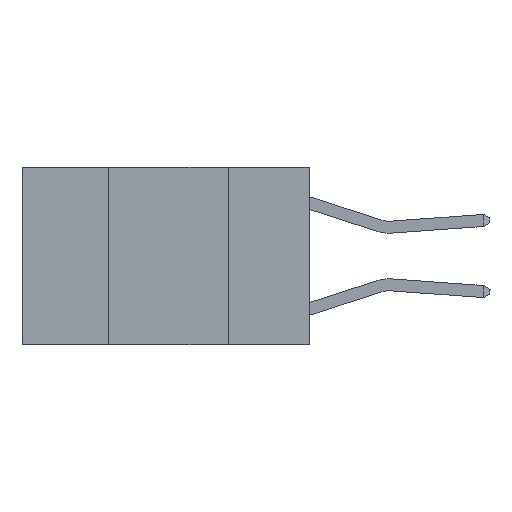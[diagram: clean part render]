
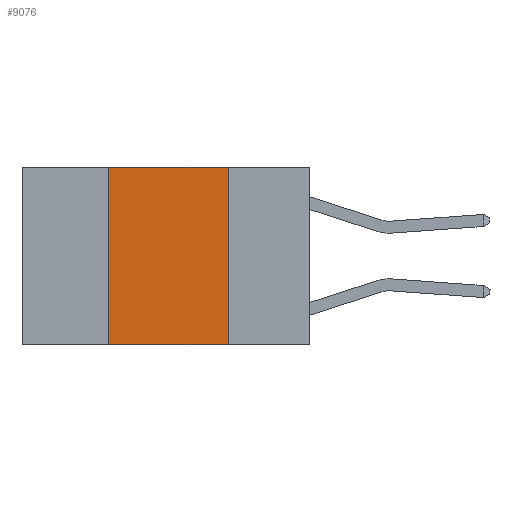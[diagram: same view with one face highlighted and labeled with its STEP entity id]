
A CAD part, left-side view. The second image highlights one B-rep face of the part: STEP entity #9076.
In plain terms, the highlighted planar face has unit normal (-1, 0, 0).
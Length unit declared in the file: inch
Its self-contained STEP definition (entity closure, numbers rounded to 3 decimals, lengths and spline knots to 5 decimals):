
#1437 = LINE ( 'NONE', #23669, #8464 ) ;
#2980 = CARTESIAN_POINT ( 'NONE',  ( 0., 0.6, -0.37 ) ) ;
#3220 = CARTESIAN_POINT ( 'NONE',  ( 0., 0.42, -0.37 ) ) ;
#5648 = CARTESIAN_POINT ( 'NONE',  ( 0., 0.6, 0. ) ) ;
#6997 = VERTEX_POINT ( 'NONE', #19017 ) ;
#8026 = DIRECTION ( 'NONE',  ( 0., 0., -1. ) ) ;
#8464 = VECTOR ( 'NONE', #25947, 39.37008 ) ;
#9076 = ADVANCED_FACE ( 'NONE', ( #18573 ), #17196, .F. ) ;
#10431 = EDGE_LOOP ( 'NONE', ( #16484, #11135, #15479, #11956 ) ) ;
#10876 = DIRECTION ( 'NONE',  ( 0., 0., 1. ) ) ;
#11135 = ORIENTED_EDGE ( 'NONE', *, *, #25771, .F. ) ;
#11956 = ORIENTED_EDGE ( 'NONE', *, *, #21385, .T. ) ;
#13695 = EDGE_CURVE ( 'NONE', #24796, #6997, #28816, .T. ) ;
#13998 = DIRECTION ( 'NONE',  ( 0., -1., 0. ) ) ;
#14127 = VERTEX_POINT ( 'NONE', #28888 ) ;
#15479 = ORIENTED_EDGE ( 'NONE', *, *, #13695, .F. ) ;
#16484 = ORIENTED_EDGE ( 'NONE', *, *, #27436, .F. ) ;
#16792 = VECTOR ( 'NONE', #10876, 39.37008 ) ;
#17043 = DIRECTION ( 'NONE',  ( 0., -1., 0. ) ) ;
#17196 = PLANE ( 'NONE',  #23906 ) ;
#18573 = FACE_OUTER_BOUND ( 'NONE', #10431, .T. ) ;
#19017 = CARTESIAN_POINT ( 'NONE',  ( 0., 0.42, 0. ) ) ;
#20853 = CARTESIAN_POINT ( 'NONE',  ( 0., 0.6, 0. ) ) ;
#21304 = VERTEX_POINT ( 'NONE', #25907 ) ;
#21385 = EDGE_CURVE ( 'NONE', #24796, #21304, #28075, .T. ) ;
#21801 = DIRECTION ( 'NONE',  ( 1., 0., 0. ) ) ;
#22308 = CARTESIAN_POINT ( 'NONE',  ( 0., 0.42, 0. ) ) ;
#23276 = LINE ( 'NONE', #20853, #27834 ) ;
#23669 = CARTESIAN_POINT ( 'NONE',  ( 0., 0.17, 0. ) ) ;
#23906 = AXIS2_PLACEMENT_3D ( 'NONE', #5648, #21801, #8026 ) ;
#24796 = VERTEX_POINT ( 'NONE', #3220 ) ;
#25771 = EDGE_CURVE ( 'NONE', #6997, #14127, #23276, .T. ) ;
#25907 = CARTESIAN_POINT ( 'NONE',  ( 0., 0.17, -0.37 ) ) ;
#25947 = DIRECTION ( 'NONE',  ( 0., 0., -1. ) ) ;
#27436 = EDGE_CURVE ( 'NONE', #14127, #21304, #1437, .T. ) ;
#27834 = VECTOR ( 'NONE', #13998, 39.37008 ) ;
#28075 = LINE ( 'NONE', #2980, #28764 ) ;
#28764 = VECTOR ( 'NONE', #17043, 39.37008 ) ;
#28816 = LINE ( 'NONE', #22308, #16792 ) ;
#28888 = CARTESIAN_POINT ( 'NONE',  ( 0., 0.17, 0. ) ) ;
